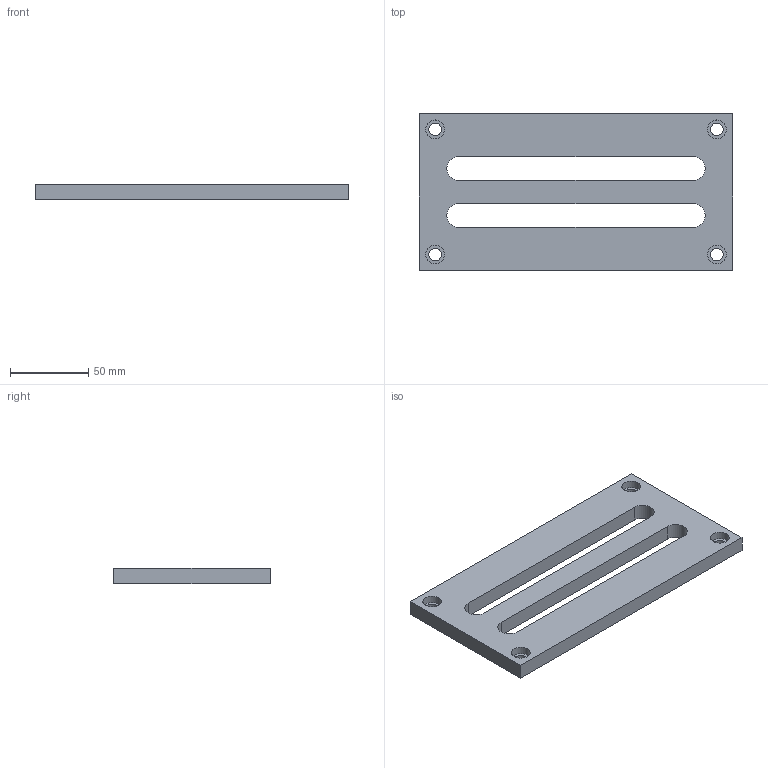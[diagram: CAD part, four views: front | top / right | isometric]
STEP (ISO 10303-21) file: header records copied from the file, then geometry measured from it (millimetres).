
FILE_DESCRIPTION(/* description */ ('STEP AP214'),/* implementation_level */ '2;1');
FILE_NAME(/* name */ '68c3e4f00bcc2e0ef4673507',/* time_stamp */ '2025-09-12T09:16:33Z',/* author */ (''),/* organization */ (''),/* preprocessor_version */ 'ST-DEVELOPER v20',/* originating_system */ 'ONSHAPE BY PTC INC, 1.203',/* authorisation */ ' ');
FILE_SCHEMA (('AUTOMOTIVE_DESIGN {1 0 10303 214 3 1 1}'));
Length unit declared in the file: metre
Products named in the file (1): PLATINE
Bounding box: 200 x 100 x 10 mm (x, y, z)
Volume: 148198.5 mm3; surface area: 44090.1 mm2
Topology: 1 solids, 1 shells, 26 faces, 60 edges, 40 vertices
Faces by surface type: plane 14, cylinder 12
Full cylindrical faces by diameter (mm): 8 x4, 12 x4
Entity records: 762 total; most frequent: DIRECTION 130, CARTESIAN_POINT 119, ORIENTED_EDGE 104, EDGE_CURVE 52, AXIS2_PLACEMENT_3D 51, EDGE_LOOP 50, FACE_BOUND 50, VERTEX_POINT 40
